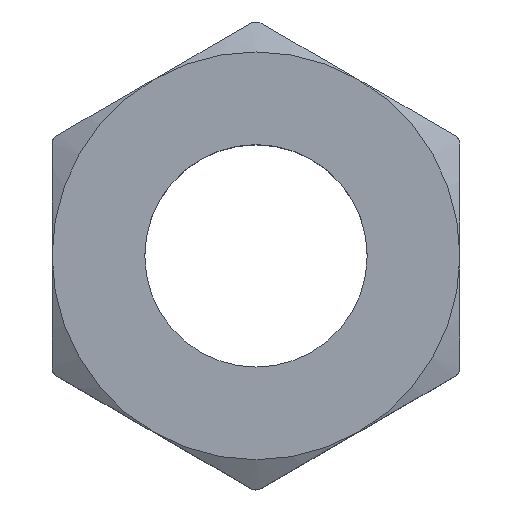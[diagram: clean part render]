
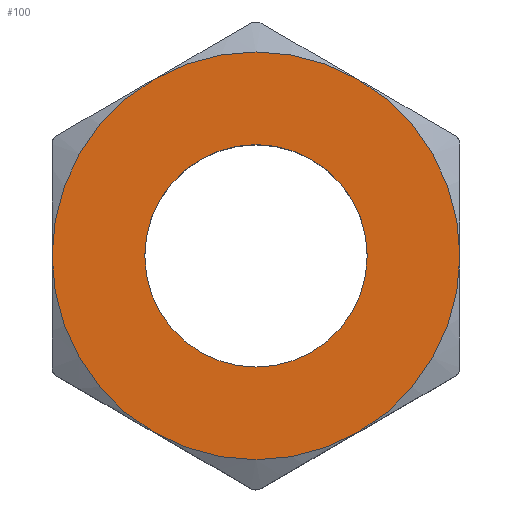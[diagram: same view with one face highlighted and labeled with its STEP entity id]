
A CAD part, top view. The second image highlights one B-rep face of the part: STEP entity #100.
In plain terms, the highlighted planar face has unit normal (0, 0, 1).
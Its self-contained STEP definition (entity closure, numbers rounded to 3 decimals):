
#8 = CIRCLE ( 'NONE', #875, 1.5 ) ;
#12 = CARTESIAN_POINT ( 'NONE',  ( -1.5, 0., 1.2 ) ) ;
#45 = ORIENTED_EDGE ( 'NONE', *, *, #156, .T. ) ;
#46 = CARTESIAN_POINT ( 'NONE',  ( 2.75, 0., 1.2 ) ) ;
#52 = AXIS2_PLACEMENT_3D ( 'NONE', #507, #830, #907 ) ;
#54 = CARTESIAN_POINT ( 'NONE',  ( 0., 0., 1.2 ) ) ;
#59 = ORIENTED_EDGE ( 'NONE', *, *, #719, .T. ) ;
#65 = DIRECTION ( 'NONE',  ( 1., 0., 0. ) ) ;
#91 = CIRCLE ( 'NONE', #126, 2.75 ) ;
#94 = EDGE_LOOP ( 'NONE', ( #45, #59, #456, #989, #619, #308 ) ) ;
#100 = ADVANCED_FACE ( 'NONE', ( #522, #363 ), #337, .T. ) ;
#126 = AXIS2_PLACEMENT_3D ( 'NONE', #1003, #661, #423 ) ;
#144 = DIRECTION ( 'NONE',  ( 1., 0., 0. ) ) ;
#153 = EDGE_LOOP ( 'NONE', ( #846, #812 ) ) ;
#156 = EDGE_CURVE ( 'NONE', #341, #698, #935, .T. ) ;
#157 = CARTESIAN_POINT ( 'NONE',  ( 1.375, 2.382, 1.2 ) ) ;
#164 = VERTEX_POINT ( 'NONE', #12 ) ;
#170 = EDGE_CURVE ( 'NONE', #711, #655, #91, .T. ) ;
#188 = DIRECTION ( 'NONE',  ( 0., 0., 1. ) ) ;
#193 = CARTESIAN_POINT ( 'NONE',  ( 0., 0., 1.2 ) ) ;
#197 = CARTESIAN_POINT ( 'NONE',  ( 1.375, -2.382, 1.2 ) ) ;
#204 = CARTESIAN_POINT ( 'NONE',  ( -2.75, 0., 1.2 ) ) ;
#228 = DIRECTION ( 'NONE',  ( 0., 0., 1. ) ) ;
#245 = EDGE_CURVE ( 'NONE', #655, #491, #352, .T. ) ;
#274 = CARTESIAN_POINT ( 'NONE',  ( 0., 0., 1.2 ) ) ;
#307 = CARTESIAN_POINT ( 'NONE',  ( 0., 0., 1.2 ) ) ;
#308 = ORIENTED_EDGE ( 'NONE', *, *, #765, .T. ) ;
#311 = DIRECTION ( 'NONE',  ( 1., 0., 0. ) ) ;
#336 = EDGE_CURVE ( 'NONE', #164, #924, #8, .T. ) ;
#337 = PLANE ( 'NONE',  #740 ) ;
#341 = VERTEX_POINT ( 'NONE', #197 ) ;
#344 = AXIS2_PLACEMENT_3D ( 'NONE', #511, #188, #516 ) ;
#352 = CIRCLE ( 'NONE', #917, 2.75 ) ;
#358 = DIRECTION ( 'NONE',  ( 1., 0., 0. ) ) ;
#363 = FACE_OUTER_BOUND ( 'NONE', #94, .T. ) ;
#409 = EDGE_CURVE ( 'NONE', #903, #711, #997, .T. ) ;
#423 = DIRECTION ( 'NONE',  ( 1., 0., 0. ) ) ;
#431 = AXIS2_PLACEMENT_3D ( 'NONE', #777, #1036, #65 ) ;
#452 = AXIS2_PLACEMENT_3D ( 'NONE', #54, #457, #144 ) ;
#456 = ORIENTED_EDGE ( 'NONE', *, *, #409, .T. ) ;
#457 = DIRECTION ( 'NONE',  ( 0., 0., 1. ) ) ;
#491 = VERTEX_POINT ( 'NONE', #1044 ) ;
#507 = CARTESIAN_POINT ( 'NONE',  ( 0., 0., 1.2 ) ) ;
#511 = CARTESIAN_POINT ( 'NONE',  ( 0., 0., 1.2 ) ) ;
#516 = DIRECTION ( 'NONE',  ( 1., 0., 0. ) ) ;
#517 = CARTESIAN_POINT ( 'NONE',  ( 1.5, 0., 1.2 ) ) ;
#519 = DIRECTION ( 'NONE',  ( 0., 0., 1. ) ) ;
#522 = FACE_BOUND ( 'NONE', #153, .T. ) ;
#573 = CIRCLE ( 'NONE', #52, 1.5 ) ;
#578 = DIRECTION ( 'NONE',  ( 1., 0., 0. ) ) ;
#592 = CIRCLE ( 'NONE', #994, 2.75 ) ;
#594 = CIRCLE ( 'NONE', #452, 2.75 ) ;
#619 = ORIENTED_EDGE ( 'NONE', *, *, #245, .T. ) ;
#655 = VERTEX_POINT ( 'NONE', #204 ) ;
#661 = DIRECTION ( 'NONE',  ( 0., 0., 1. ) ) ;
#698 = VERTEX_POINT ( 'NONE', #46 ) ;
#711 = VERTEX_POINT ( 'NONE', #864 ) ;
#719 = EDGE_CURVE ( 'NONE', #698, #903, #592, .T. ) ;
#740 = AXIS2_PLACEMENT_3D ( 'NONE', #818, #986, #578 ) ;
#765 = EDGE_CURVE ( 'NONE', #491, #341, #594, .T. ) ;
#777 = CARTESIAN_POINT ( 'NONE',  ( 0., 0., 1.2 ) ) ;
#812 = ORIENTED_EDGE ( 'NONE', *, *, #336, .F. ) ;
#818 = CARTESIAN_POINT ( 'NONE',  ( 0., 0., 1.2 ) ) ;
#830 = DIRECTION ( 'NONE',  ( 0., 0., 1. ) ) ;
#841 = DIRECTION ( 'NONE',  ( 0., 0., 1. ) ) ;
#846 = ORIENTED_EDGE ( 'NONE', *, *, #975, .F. ) ;
#864 = CARTESIAN_POINT ( 'NONE',  ( -1.375, 2.382, 1.2 ) ) ;
#875 = AXIS2_PLACEMENT_3D ( 'NONE', #193, #841, #358 ) ;
#903 = VERTEX_POINT ( 'NONE', #157 ) ;
#907 = DIRECTION ( 'NONE',  ( 1., 0., 0. ) ) ;
#917 = AXIS2_PLACEMENT_3D ( 'NONE', #274, #519, #1009 ) ;
#924 = VERTEX_POINT ( 'NONE', #517 ) ;
#935 = CIRCLE ( 'NONE', #344, 2.75 ) ;
#975 = EDGE_CURVE ( 'NONE', #924, #164, #573, .T. ) ;
#986 = DIRECTION ( 'NONE',  ( 0., 0., 1. ) ) ;
#989 = ORIENTED_EDGE ( 'NONE', *, *, #170, .T. ) ;
#994 = AXIS2_PLACEMENT_3D ( 'NONE', #307, #228, #311 ) ;
#997 = CIRCLE ( 'NONE', #431, 2.75 ) ;
#1003 = CARTESIAN_POINT ( 'NONE',  ( 0., 0., 1.2 ) ) ;
#1009 = DIRECTION ( 'NONE',  ( 1., 0., 0. ) ) ;
#1036 = DIRECTION ( 'NONE',  ( 0., 0., 1. ) ) ;
#1044 = CARTESIAN_POINT ( 'NONE',  ( -1.375, -2.382, 1.2 ) ) ;
